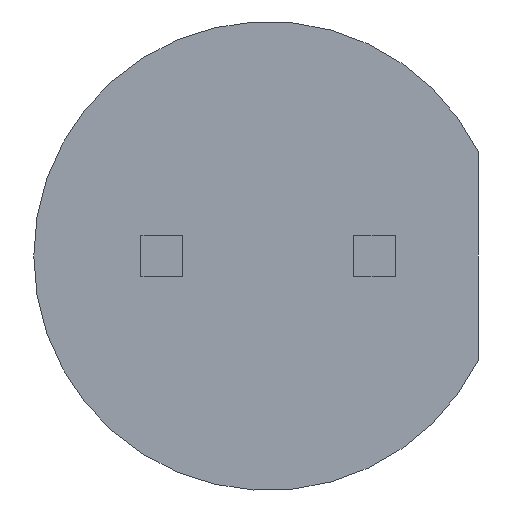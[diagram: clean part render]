
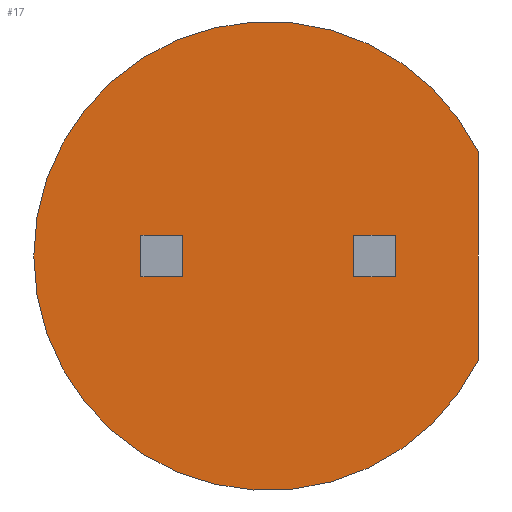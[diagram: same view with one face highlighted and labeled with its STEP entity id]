
A CAD part, front view. The second image highlights one B-rep face of the part: STEP entity #17.
In plain terms, the highlighted planar face has unit normal (0, -1, 0).
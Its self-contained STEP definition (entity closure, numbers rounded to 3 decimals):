
#17 = ADVANCED_FACE('',(#18),#33,.F.);
#18 = FACE_BOUND('',#19,.T.);
#19 = EDGE_LOOP('',(#20,#56,#85));
#20 = ORIENTED_EDGE('',*,*,#21,.F.);
#21 = EDGE_CURVE('',#22,#24,#26,.T.);
#22 = VERTEX_POINT('',#23);
#23 = CARTESIAN_POINT('',(-2.8,0.,0.));
#24 = VERTEX_POINT('',#25);
#25 = CARTESIAN_POINT('',(2.508,0.,1.245));
#26 = SURFACE_CURVE('',#27,(#32,#44),.PCURVE_S1.);
#27 = CIRCLE('',#28,2.8);
#28 = AXIS2_PLACEMENT_3D('',#29,#30,#31);
#29 = CARTESIAN_POINT('',(0.,0.,0.));
#30 = DIRECTION('',(0.,1.,0.));
#31 = DIRECTION('',(-1.,0.,0.));
#32 = PCURVE('',#33,#38);
#33 = PLANE('',#34);
#34 = AXIS2_PLACEMENT_3D('',#35,#36,#37);
#35 = CARTESIAN_POINT('',(0.,0.,0.));
#36 = DIRECTION('',(0.,1.,0.));
#37 = DIRECTION('',(-1.,0.,0.));
#38 = DEFINITIONAL_REPRESENTATION('',(#39),#43);
#39 = CIRCLE('',#40,2.8);
#40 = AXIS2_PLACEMENT_2D('',#41,#42);
#41 = CARTESIAN_POINT('',(0.,0.));
#42 = DIRECTION('',(1.,0.));
#43 = ( GEOMETRIC_REPRESENTATION_CONTEXT(2) 
PARAMETRIC_REPRESENTATION_CONTEXT() REPRESENTATION_CONTEXT('2D SPACE',''
  ) );
#44 = PCURVE('',#45,#50);
#45 = CYLINDRICAL_SURFACE('',#46,2.8);
#46 = AXIS2_PLACEMENT_3D('',#47,#48,#49);
#47 = CARTESIAN_POINT('',(0.,0.,0.));
#48 = DIRECTION('',(0.,1.,0.));
#49 = DIRECTION('',(-1.,0.,0.));
#50 = DEFINITIONAL_REPRESENTATION('',(#51),#55);
#51 = LINE('',#52,#53);
#52 = CARTESIAN_POINT('',(0.,0.));
#53 = VECTOR('',#54,1.);
#54 = DIRECTION('',(1.,0.));
#55 = ( GEOMETRIC_REPRESENTATION_CONTEXT(2) 
PARAMETRIC_REPRESENTATION_CONTEXT() REPRESENTATION_CONTEXT('2D SPACE',''
  ) );
#56 = ORIENTED_EDGE('',*,*,#57,.F.);
#57 = EDGE_CURVE('',#58,#22,#60,.T.);
#58 = VERTEX_POINT('',#59);
#59 = CARTESIAN_POINT('',(2.508,0.,-1.245));
#60 = SURFACE_CURVE('',#61,(#66,#73),.PCURVE_S1.);
#61 = CIRCLE('',#62,2.8);
#62 = AXIS2_PLACEMENT_3D('',#63,#64,#65);
#63 = CARTESIAN_POINT('',(0.,0.,0.));
#64 = DIRECTION('',(0.,1.,0.));
#65 = DIRECTION('',(-1.,0.,0.));
#66 = PCURVE('',#33,#67);
#67 = DEFINITIONAL_REPRESENTATION('',(#68),#72);
#68 = CIRCLE('',#69,2.8);
#69 = AXIS2_PLACEMENT_2D('',#70,#71);
#70 = CARTESIAN_POINT('',(0.,0.));
#71 = DIRECTION('',(1.,0.));
#72 = ( GEOMETRIC_REPRESENTATION_CONTEXT(2) 
PARAMETRIC_REPRESENTATION_CONTEXT() REPRESENTATION_CONTEXT('2D SPACE',''
  ) );
#73 = PCURVE('',#74,#79);
#74 = CYLINDRICAL_SURFACE('',#75,2.8);
#75 = AXIS2_PLACEMENT_3D('',#76,#77,#78);
#76 = CARTESIAN_POINT('',(0.,0.,0.));
#77 = DIRECTION('',(0.,1.,0.));
#78 = DIRECTION('',(-1.,0.,0.));
#79 = DEFINITIONAL_REPRESENTATION('',(#80),#84);
#80 = LINE('',#81,#82);
#81 = CARTESIAN_POINT('',(0.,0.));
#82 = VECTOR('',#83,1.);
#83 = DIRECTION('',(1.,0.));
#84 = ( GEOMETRIC_REPRESENTATION_CONTEXT(2) 
PARAMETRIC_REPRESENTATION_CONTEXT() REPRESENTATION_CONTEXT('2D SPACE',''
  ) );
#85 = ORIENTED_EDGE('',*,*,#86,.F.);
#86 = EDGE_CURVE('',#24,#58,#87,.T.);
#87 = SURFACE_CURVE('',#88,(#92,#98),.PCURVE_S1.);
#88 = LINE('',#89,#90);
#89 = CARTESIAN_POINT('',(2.508,0.,-2.5));
#90 = VECTOR('',#91,1.);
#91 = DIRECTION('',(0.,0.,-1.));
#92 = PCURVE('',#33,#93);
#93 = DEFINITIONAL_REPRESENTATION('',(#94),#97);
#94 = B_SPLINE_CURVE_WITH_KNOTS('',1,(#95,#96),.UNSPECIFIED.,.F.,.F.,(2,
    2),(-5.86,0.86),.PIECEWISE_BEZIER_KNOTS.);
#95 = CARTESIAN_POINT('',(-2.508,3.36));
#96 = CARTESIAN_POINT('',(-2.508,-3.36));
#97 = ( GEOMETRIC_REPRESENTATION_CONTEXT(2) 
PARAMETRIC_REPRESENTATION_CONTEXT() REPRESENTATION_CONTEXT('2D SPACE',''
  ) );
#98 = PCURVE('',#99,#104);
#99 = PLANE('',#100);
#100 = AXIS2_PLACEMENT_3D('',#101,#102,#103);
#101 = CARTESIAN_POINT('',(2.508,-1.015,-5.));
#102 = DIRECTION('',(-1.,0.,0.));
#103 = DIRECTION('',(0.,1.,0.));
#104 = DEFINITIONAL_REPRESENTATION('',(#105),#108);
#105 = B_SPLINE_CURVE_WITH_KNOTS('',1,(#106,#107),.UNSPECIFIED.,.F.,.F.,
  (2,2),(-5.86,0.86),.PIECEWISE_BEZIER_KNOTS.);
#106 = CARTESIAN_POINT('',(1.015,-8.36));
#107 = CARTESIAN_POINT('',(1.015,-1.64));
#108 = ( GEOMETRIC_REPRESENTATION_CONTEXT(2) 
PARAMETRIC_REPRESENTATION_CONTEXT() REPRESENTATION_CONTEXT('2D SPACE',''
  ) );
